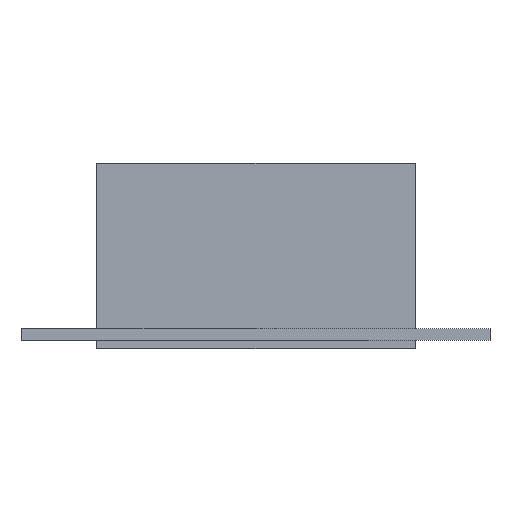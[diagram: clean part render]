
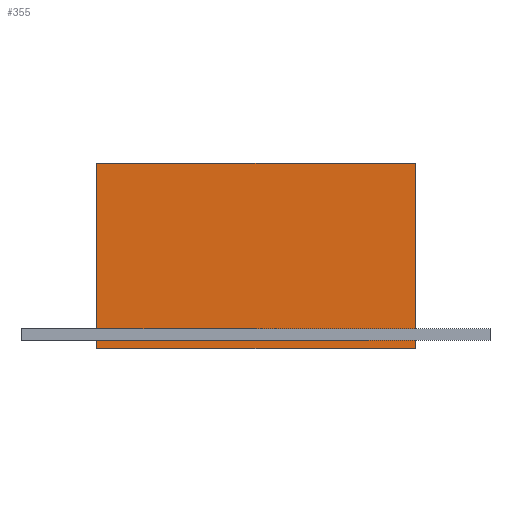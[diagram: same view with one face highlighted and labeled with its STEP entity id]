
A CAD part, top view. The second image highlights one B-rep face of the part: STEP entity #355.
In plain terms, the highlighted planar face has unit normal (0, 0, 1).
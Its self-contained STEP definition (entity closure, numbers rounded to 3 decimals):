
#28=PLANE('',#399);
#51=FACE_OUTER_BOUND('',#76,.T.);
#76=EDGE_LOOP('',(#274,#275,#276,#277));
#100=LINE('',#539,#139);
#108=LINE('',#554,#147);
#109=LINE('',#556,#148);
#110=LINE('',#557,#149);
#139=VECTOR('',#437,10.);
#147=VECTOR('',#449,10.);
#148=VECTOR('',#452,10.);
#149=VECTOR('',#453,10.);
#184=VERTEX_POINT('',#535);
#186=VERTEX_POINT('',#538);
#190=VERTEX_POINT('',#550);
#191=VERTEX_POINT('',#552);
#216=EDGE_CURVE('',#184,#186,#100,.T.);
#224=EDGE_CURVE('',#190,#191,#108,.T.);
#225=EDGE_CURVE('',#190,#184,#109,.T.);
#226=EDGE_CURVE('',#186,#191,#110,.T.);
#274=ORIENTED_EDGE('',*,*,#225,.F.);
#275=ORIENTED_EDGE('',*,*,#224,.T.);
#276=ORIENTED_EDGE('',*,*,#226,.F.);
#277=ORIENTED_EDGE('',*,*,#216,.F.);
#355=ADVANCED_FACE('',(#51),#28,.T.);
#399=AXIS2_PLACEMENT_3D('',#555,#450,#451);
#437=DIRECTION('',(0.,1.,0.));
#449=DIRECTION('',(0.,1.,0.));
#450=DIRECTION('center_axis',(0.,0.,1.));
#451=DIRECTION('ref_axis',(1.,0.,0.));
#452=DIRECTION('',(-1.,0.,0.));
#453=DIRECTION('',(1.,0.,0.));
#535=CARTESIAN_POINT('',(0.,0.,8.5));
#538=CARTESIAN_POINT('',(0.,4.95,8.5));
#539=CARTESIAN_POINT('',(0.,0.,8.5));
#550=CARTESIAN_POINT('',(8.5,0.,8.5));
#552=CARTESIAN_POINT('',(8.5,4.95,8.5));
#554=CARTESIAN_POINT('',(8.5,0.,8.5));
#555=CARTESIAN_POINT('Origin',(0.,0.,8.5));
#556=CARTESIAN_POINT('',(8.5,0.,8.5));
#557=CARTESIAN_POINT('',(8.5,4.95,8.5));
